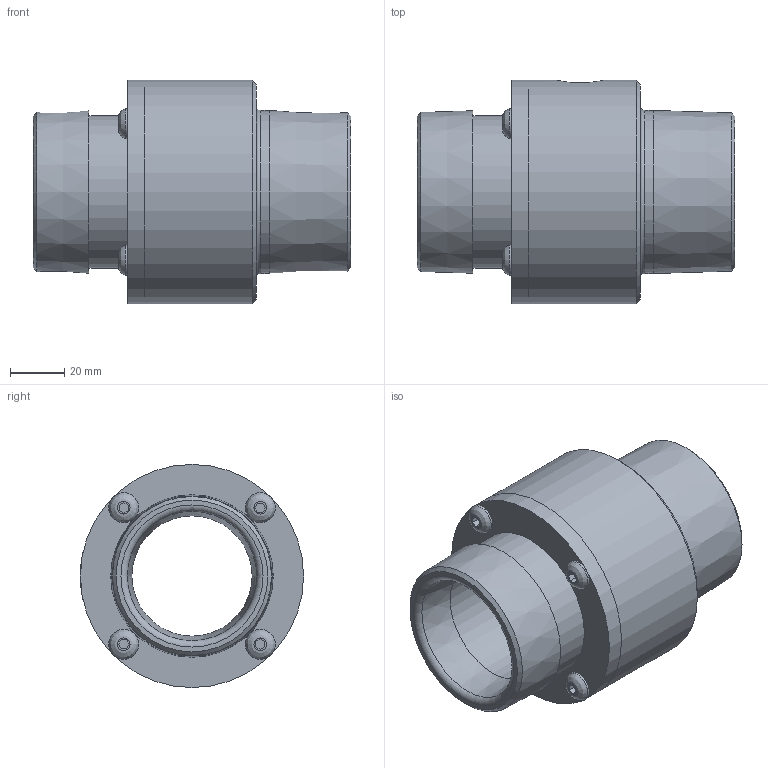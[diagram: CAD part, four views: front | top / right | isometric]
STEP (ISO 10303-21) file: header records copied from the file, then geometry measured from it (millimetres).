
FILE_DESCRIPTION((''),'2;1');
FILE_NAME('141200-3D.stp','2010-05-26T16:27:57',('Michael Witt'),(''),'Autodesk Inventor 2010','Autodesk Inventor 2010','');
FILE_SCHEMA(('AUTOMOTIVE_DESIGN { 1 0 10303 214 1 1 1 1 }'));
Length unit declared in the file: inch
Products named in the file (7): Assembly21; Part215; Part217; Part219; Part221; Part223; Part225
Assembly tree (6 placements, depth 2):
  Assembly21
    Part215
    Part217
    Part219
    Part221
    Part223
    Part225
Bounding box: 117.47 x 82.56 x 82.56 mm (x, y, z)
Volume: 255276 mm3; surface area: 62601.5 mm2
Topology: 6 solids, 6 shells, 100 faces, 209 edges, 133 vertices
Faces by surface type: bspline 57, cylinder 17, cone 14, plane 10, torus 2
Full cylindrical faces by diameter (mm): 6.35 x4, 7.137 x4, 15.082 x1, 44.45 x2, 56.388 x1, 60.325 x1, 60.96 x2, 82.563 x2
Entity records: 2980 total; most frequent: CARTESIAN_POINT 1009, DIRECTION 326, ORIENTED_EDGE 298, EDGE_LOOP 176, EDGE_CURVE 149, AXIS2_PLACEMENT_3D 127, VERTEX_POINT 123, FACE_OUTER_BOUND 100
